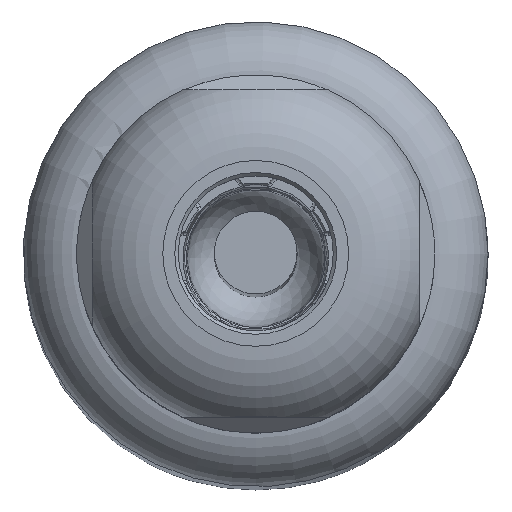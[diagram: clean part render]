
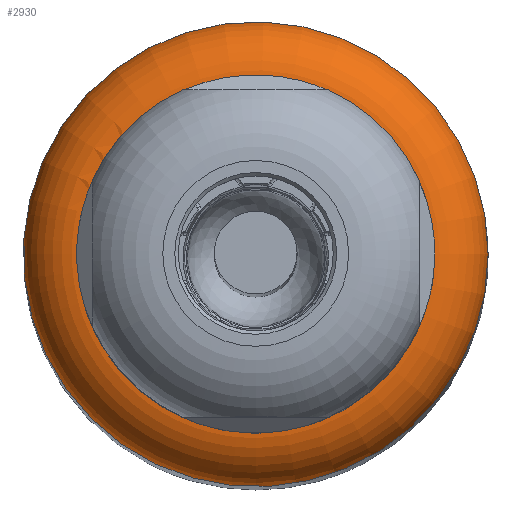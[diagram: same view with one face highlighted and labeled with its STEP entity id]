
A CAD part, top view. The second image highlights one B-rep face of the part: STEP entity #2930.
In plain terms, the highlighted toroidal (fillet/blend) face has major radius 10 mm and minor radius 3.5 mm.
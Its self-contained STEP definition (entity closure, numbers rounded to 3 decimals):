
#335=TOROIDAL_SURFACE('',#4701,10.,3.5);
#693=ORIENTED_EDGE('',*,*,#1293,.F.);
#694=ORIENTED_EDGE('',*,*,#1346,.F.);
#1293=EDGE_CURVE('',#1683,#1683,#1966,.F.);
#1346=EDGE_CURVE('',#1728,#1728,#1991,.T.);
#1683=VERTEX_POINT('',#6081);
#1728=VERTEX_POINT('',#6280);
#1966=CIRCLE('',#4614,13.5);
#1991=CIRCLE('',#4664,10.);
#2254=EDGE_LOOP('',(#693));
#2255=EDGE_LOOP('',(#694));
#2573=FACE_BOUND('',#2254,.T.);
#2574=FACE_BOUND('',#2255,.T.);
#2930=ADVANCED_FACE('',(#2573,#2574),#335,.T.);
#4614=AXIS2_PLACEMENT_3D('',#6080,#5083,#5084);
#4664=AXIS2_PLACEMENT_3D('',#6279,#5199,#5200);
#4701=AXIS2_PLACEMENT_3D('',#6407,#5281,#5282);
#5083=DIRECTION('',(0.,0.,1.));
#5084=DIRECTION('',(1.,0.,0.));
#5199=DIRECTION('',(0.,0.,1.));
#5200=DIRECTION('',(1.,0.,0.));
#5281=DIRECTION('',(0.,0.,1.));
#5282=DIRECTION('',(1.,0.,0.));
#6080=CARTESIAN_POINT('',(0.,0.,108.5));
#6081=CARTESIAN_POINT('',(13.5,0.,108.5));
#6279=CARTESIAN_POINT('',(0.,0.,112.));
#6280=CARTESIAN_POINT('',(10.,0.,112.));
#6407=CARTESIAN_POINT('',(0.,0.,108.5));
